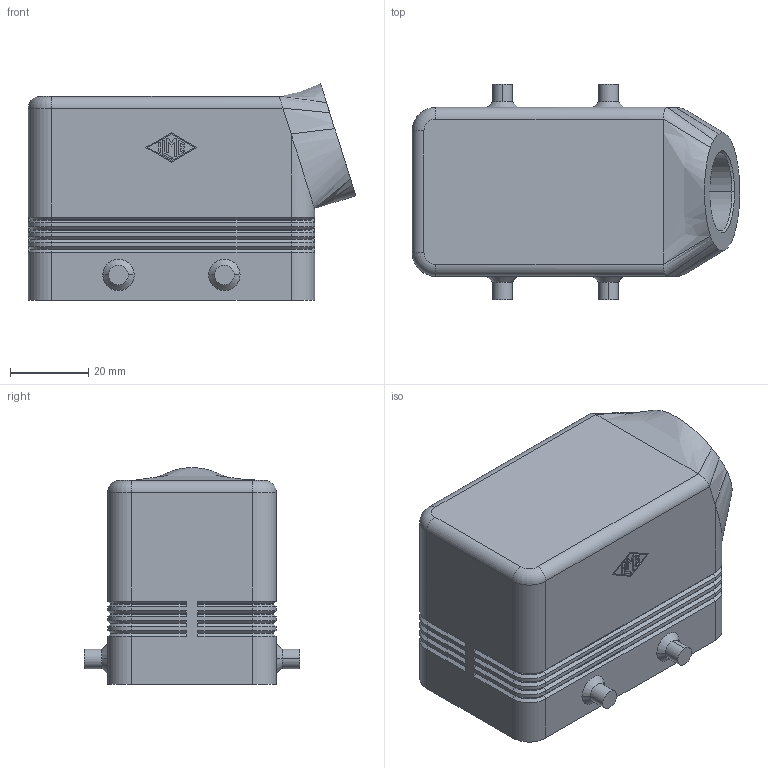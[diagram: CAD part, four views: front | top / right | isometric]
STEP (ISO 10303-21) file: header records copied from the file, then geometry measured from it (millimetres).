
FILE_DESCRIPTION(('Creo Elements/Direct Modeling STEP Export'),'2;1');
FILE_NAME('0ln7uvk49a5p7af4008','2017-02-20T11:36:58',(''),(''),'PTC Creo Elements/Direct Modeling STEP processor for AP214 (Solid Model)','PTC Creo Elements/Direct Modeling 19.0E 27-Jun-2016 (C) Parametric Technology GmbH','');
FILE_SCHEMA(('AUTOMOTIVE_DESIGN { 1 0 10303 214 1 1 1 1 }'));
Length unit declared in the file: millimetre
Products named in the file (1): MHOE_10.20M
Bounding box: 83.49 x 55 x 55.3 mm (x, y, z)
Volume: 55205.5 mm3; surface area: 29423 mm2
Topology: 1 solids, 1 shells, 327 faces, 784 edges, 470 vertices
Faces by surface type: plane 174, cylinder 91, cone 50, bspline 8, torus 4
Entity records: 12149 total; most frequent: CARTESIAN_POINT 2045, ORIENTED_EDGE 1552, DIRECTION 1540, EDGE_CURVE 776, VECTOR 554, LINE 554, AXIS2_PLACEMENT_3D 493, VERTEX_POINT 470
